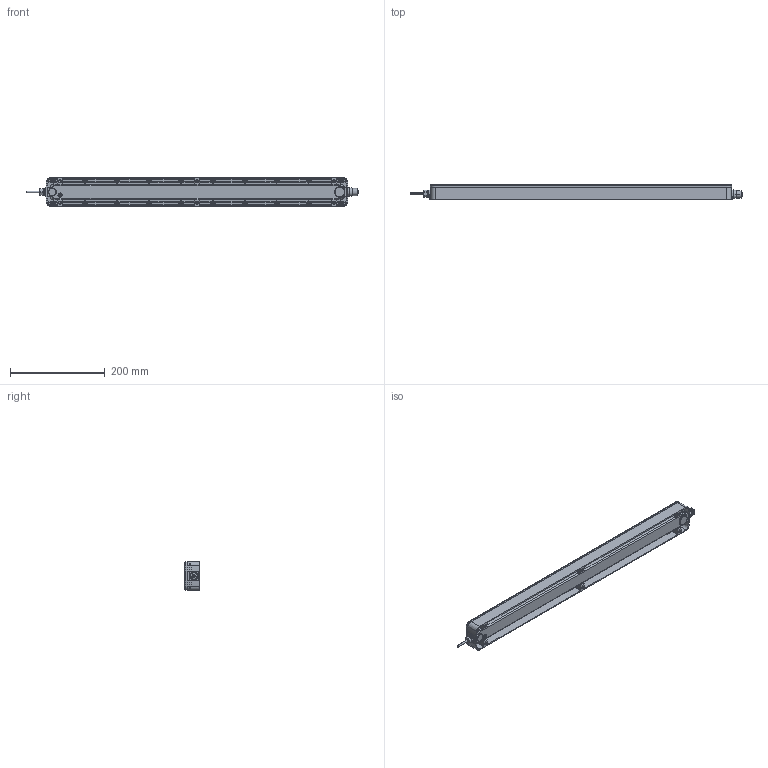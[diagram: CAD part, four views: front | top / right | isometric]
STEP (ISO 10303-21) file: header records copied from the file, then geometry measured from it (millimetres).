
FILE_DESCRIPTION((''),'2;1');
FILE_NAME('173667_ASM','2013-08-07T',('pdmadmin'),(''),'PRO/ENGINEER BY PARAMETRIC TECHNOLOGY CORPORATION, 2012300','PRO/ENGINEER BY PARAMETRIC TECHNOLOGY CORPORATION, 2012300','');
FILE_SCHEMA(('CONFIG_CONTROL_DESIGN'));
Length unit declared in the file: millimetre
Products named in the file (12): 169984; 130487; CABLE_406; 169653; 145997_HSG; 306-00249; 307-00176; 145997_ASM; 169987; 170033; 133697; 173667_ASM
Assembly tree (33 placements, depth 3):
  173667_ASM
    169984
    130487
    CABLE_406
    169653
    145997_ASM
      145997_HSG
      306-00249  x4
      307-00176
    169987
    170033
    133697  x20
Bounding box: 701.99 x 31.3 x 60.89 mm (x, y, z)
Volume: 467320.8 mm3; surface area: 333783.9 mm2
Topology: 32 solids, 59 shells, 3782 faces, 9362 edges, 5735 vertices
Faces by surface type: plane 1292, cylinder 1253, bspline 468, cone 378, torus 275, sphere 116
Entity records: 125275 total; most frequent: CARTESIAN_POINT 51096, ORIENTED_EDGE 15718, DIRECTION 15204, EDGE_CURVE 7913, AXIS2_PLACEMENT_3D 5725, VERTEX_POINT 4867, VECTOR 3754, LINE 3754
